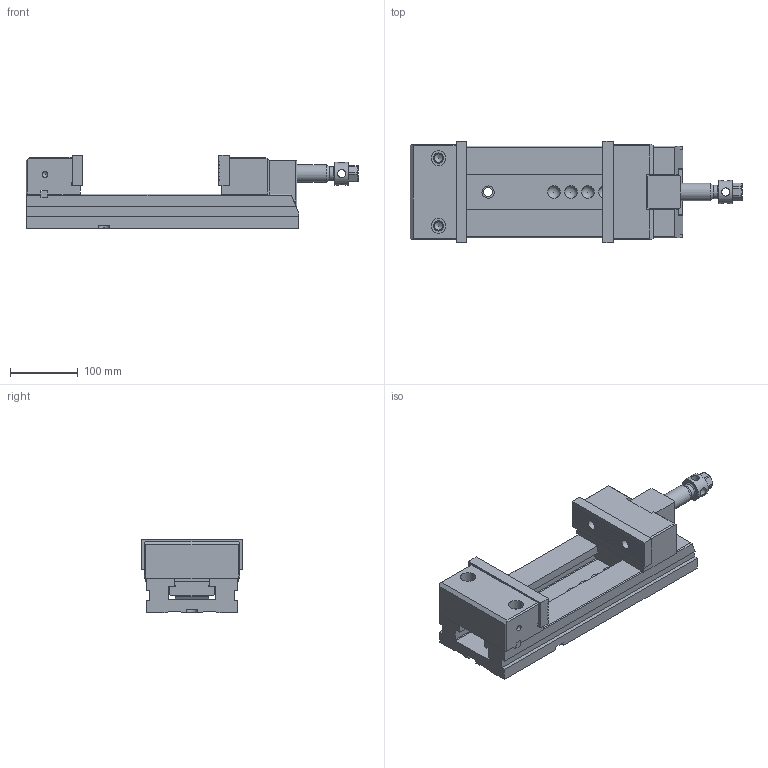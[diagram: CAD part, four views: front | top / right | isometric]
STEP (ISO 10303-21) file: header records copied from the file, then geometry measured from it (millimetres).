
FILE_DESCRIPTION(/* description */ (''),/* implementation_level */ '2;1');
FILE_NAME(/* name */ '29_150G_Mordaza.stp',/* time_stamp */ '2013-07-12T12:41:32+02:00',/* author */ (''),/* organization */ (''),/* preprocessor_version */ 'ST-DEVELOPER v11',/* originating_system */ 'SIEMENS PLM Software NX 7.5',/* authorisation */ '');
FILE_SCHEMA (('AUTOMOTIVE_DESIGN { 1 0 10303 214 1 1 1 1 }'));
Length unit declared in the file: millimetre
Products named in the file (1): 29_150G_Mordaza
Bounding box: 488.9 x 150 x 108 mm (x, y, z)
Volume: 3255368.1 mm3; surface area: 438923.2 mm2
Topology: 12 solids, 12 shells, 425 faces, 1162 edges, 767 vertices
Faces by surface type: plane 282, cylinder 89, cone 35, sphere 10, torus 9
Full cylindrical faces by diameter (mm): 4.351 x1, 5.188 x5, 6.985 x4, 8.4 x4, 8.782 x2, 10.579 x4, 12 x4, 12.376 x2, 13 x6, 14 x4, 15 x2, 16 x2, 16.5 x1, 18 x2, 19 x4, 20 x3, 21.25 x1, 22 x2, 26 x1, 30 x2, 33.8 x1, 34 x3
Entity records: 15791 total; most frequent: CARTESIAN_POINT 2530, DIRECTION 2062, ORIENTED_EDGE 1980, EDGE_CURVE 990, VERTEX_POINT 716, AXIS2_PLACEMENT_3D 688, LINE 686, VECTOR 686
